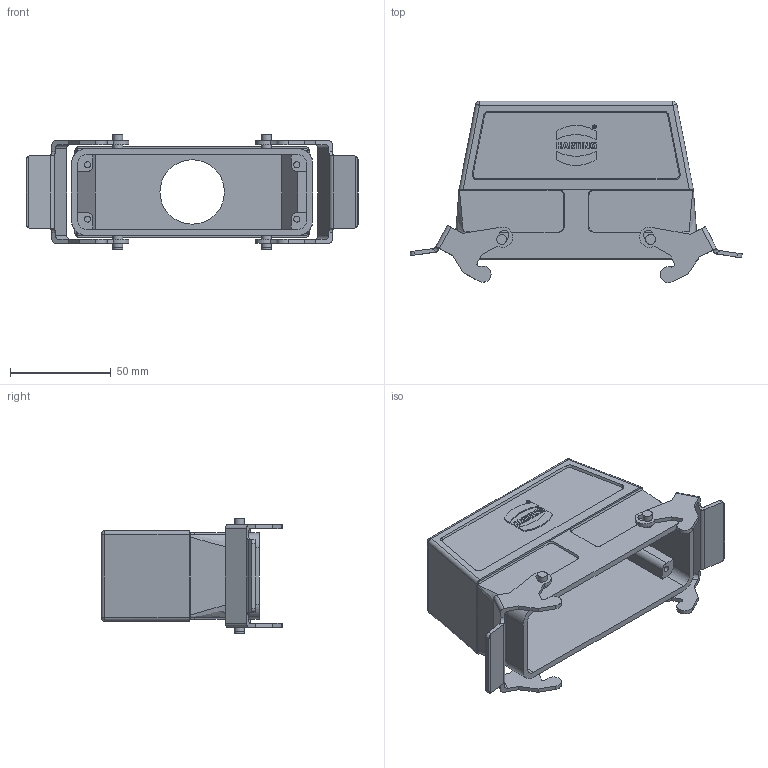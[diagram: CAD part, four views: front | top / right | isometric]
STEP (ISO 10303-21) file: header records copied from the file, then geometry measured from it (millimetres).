
FILE_DESCRIPTION((''),'2;1');
FILE_NAME('04300240762.stp','2020-07-07T15:57:27',('e.eickhoff'),(''),'Autodesk Inventor 2012','Autodesk Inventor 2012','');
FILE_SCHEMA(('AUTOMOTIVE_DESIGN { 1 0 10303 214 1 1 1 1 }'));
Length unit declared in the file: millimetre
Products named in the file (3): 04300240762; Metallbügel Quer
Assembly tree (3 placements, depth 2):
  04300240762
    04300240762
    Metallbügel Quer  x2
Bounding box: 164.99 x 90.15 x 57 mm (x, y, z)
Volume: 97142.3 mm3; surface area: 64742.7 mm2
Topology: 3 solids, 3 shells, 336 faces, 884 edges, 580 vertices
Faces by surface type: plane 221, cylinder 78, bspline 17, cone 16, sphere 4
Full cylindrical faces by diameter (mm): 1.507 x1, 1.972 x1, 3 x4, 4.9 x6, 32 x1
Entity records: 9757 total; most frequent: CARTESIAN_POINT 2554, ORIENTED_EDGE 1460, DIRECTION 1374, EDGE_CURVE 730, VECTOR 522, LINE 522, VERTEX_POINT 486, AXIS2_PLACEMENT_3D 426
